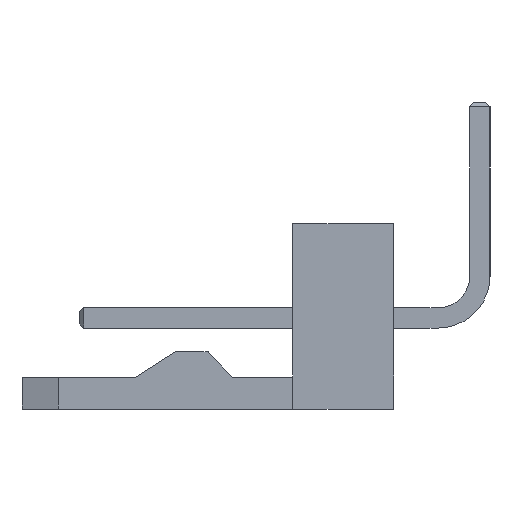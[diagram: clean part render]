
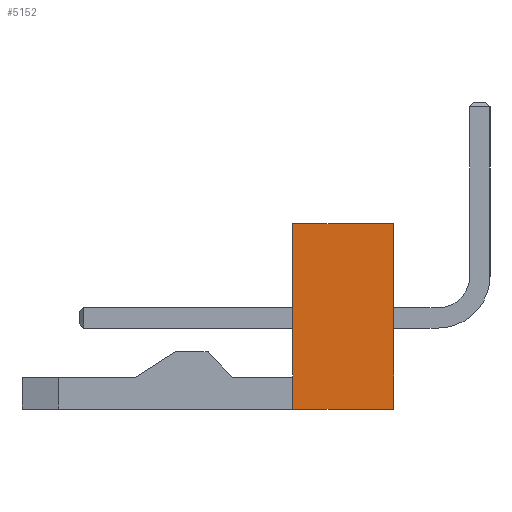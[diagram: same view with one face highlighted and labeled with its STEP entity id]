
A CAD part, left-side view. The second image highlights one B-rep face of the part: STEP entity #5152.
In plain terms, the highlighted planar face has unit normal (-1, 0, 0).
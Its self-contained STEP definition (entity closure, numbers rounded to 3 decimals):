
#1=DIRECTION('',(0.,-1.,0.));
#2=VECTOR('',#1,3.175);
#3=CARTESIAN_POINT('',(-15.24,1.588,2.972));
#4=LINE('',#3,#2);
#5=DIRECTION('',(0.,0.,-1.));
#6=VECTOR('',#5,5.842);
#7=CARTESIAN_POINT('',(-15.24,-1.588,2.972));
#8=LINE('',#7,#6);
#9=DIRECTION('',(0.,1.,0.));
#10=VECTOR('',#9,3.175);
#11=CARTESIAN_POINT('',(-15.24,-1.588,-2.87));
#12=LINE('',#11,#10);
#13=DIRECTION('',(0.,0.,1.));
#14=VECTOR('',#13,5.842);
#15=CARTESIAN_POINT('',(-15.24,1.588,-2.87));
#16=LINE('',#15,#14);
#3913=CARTESIAN_POINT('',(-15.24,1.588,2.972));
#3914=CARTESIAN_POINT('',(-15.24,-1.588,2.972));
#3915=VERTEX_POINT('',#3913);
#3916=VERTEX_POINT('',#3914);
#3917=CARTESIAN_POINT('',(-15.24,-1.588,-2.87));
#3918=VERTEX_POINT('',#3917);
#3919=CARTESIAN_POINT('',(-15.24,1.588,-2.87));
#3920=VERTEX_POINT('',#3919);
#5137=CARTESIAN_POINT('',(-15.24,0.,0.));
#5138=DIRECTION('',(1.,0.,0.));
#5139=DIRECTION('',(0.,0.,-1.));
#5140=AXIS2_PLACEMENT_3D('',#5137,#5138,#5139);
#5141=PLANE('',#5140);
#5143=ORIENTED_EDGE('',*,*,#5142,.T.);
#5145=ORIENTED_EDGE('',*,*,#5144,.T.);
#5147=ORIENTED_EDGE('',*,*,#5146,.T.);
#5149=ORIENTED_EDGE('',*,*,#5148,.T.);
#5150=EDGE_LOOP('',(#5143,#5145,#5147,#5149));
#5151=FACE_OUTER_BOUND('',#5150,.F.);
#5152=ADVANCED_FACE('',(#5151),#5141,.F.);
#5142=EDGE_CURVE('',#3915,#3916,#4,.T.);
#5144=EDGE_CURVE('',#3916,#3918,#8,.T.);
#5146=EDGE_CURVE('',#3918,#3920,#12,.T.);
#5148=EDGE_CURVE('',#3920,#3915,#16,.T.);
